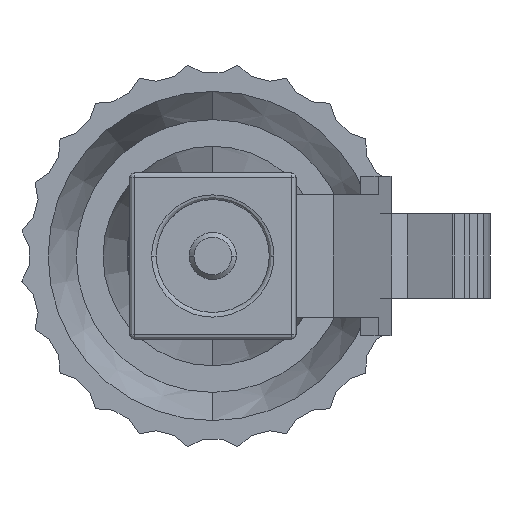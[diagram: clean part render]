
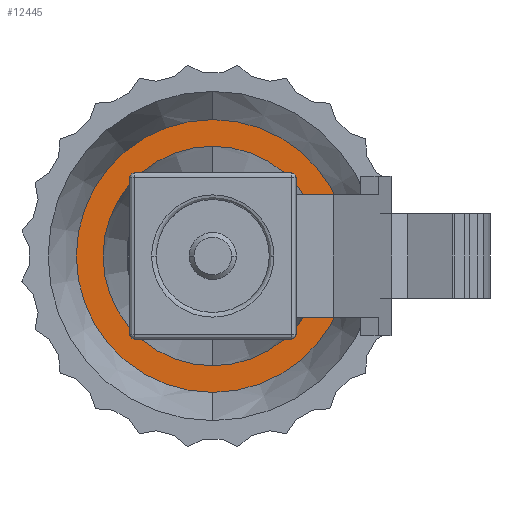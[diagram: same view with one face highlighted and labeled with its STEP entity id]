
A CAD part, front view. The second image highlights one B-rep face of the part: STEP entity #12445.
In plain terms, the highlighted planar face has unit normal (0, -1, 0).
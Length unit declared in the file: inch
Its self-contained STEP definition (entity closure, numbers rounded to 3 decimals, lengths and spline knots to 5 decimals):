
#6696 = CARTESIAN_POINT ( 'NONE',  ( 0., 0., 0. ) ) ;
#6699 = AXIS2_PLACEMENT_3D ( 'NONE', #6696, #6788, #6787 ) ;
#6722 = CARTESIAN_POINT ( 'NONE',  ( 0., 0., 0.145 ) ) ;
#6763 = CIRCLE ( 'NONE', #6699, 0.145 ) ;
#6769 = DIRECTION ( 'NONE',  ( -1., 0., 0. ) ) ;
#6770 = DIRECTION ( 'NONE',  ( 0., 1., 0. ) ) ;
#6771 = CARTESIAN_POINT ( 'NONE',  ( 0., 0., 0. ) ) ;
#6772 = AXIS2_PLACEMENT_3D ( 'NONE', #6771, #6770, #6769 ) ;
#6773 = CIRCLE ( 'NONE', #6772, 0.11663 ) ;
#6783 = CARTESIAN_POINT ( 'NONE',  ( 0.11663, 0., 0. ) ) ;
#6787 = DIRECTION ( 'NONE',  ( 0., 0., 1. ) ) ;
#6788 = DIRECTION ( 'NONE',  ( 0., 1., 0. ) ) ;
#7164 = CARTESIAN_POINT ( 'NONE',  ( 0., 0., -0.145 ) ) ;
#7241 = CARTESIAN_POINT ( 'NONE',  ( -0.11663, 0., 0. ) ) ;
#7566 = DIRECTION ( 'NONE',  ( -1., 0., 0. ) ) ;
#7613 = DIRECTION ( 'NONE',  ( 0., 1., 0. ) ) ;
#7614 = CARTESIAN_POINT ( 'NONE',  ( 0., 0., 0. ) ) ;
#7615 = AXIS2_PLACEMENT_3D ( 'NONE', #7614, #7613, #7566 ) ;
#7616 = CIRCLE ( 'NONE', #7615, 0.11663 ) ;
#7818 = PLANE ( 'NONE',  #7853 ) ;
#7819 = FACE_OUTER_BOUND ( 'NONE', #12434, .T. ) ;
#7832 = FACE_BOUND ( 'NONE', #12559, .T. ) ;
#7853 = AXIS2_PLACEMENT_3D ( 'NONE', #7947, #7946, #7945 ) ;
#7945 = DIRECTION ( 'NONE',  ( 0., 0., 1. ) ) ;
#7946 = DIRECTION ( 'NONE',  ( 0., 1., 0. ) ) ;
#7947 = CARTESIAN_POINT ( 'NONE',  ( 0., 0., 0. ) ) ;
#7977 = DIRECTION ( 'NONE',  ( 0., 0., 1. ) ) ;
#7979 = CARTESIAN_POINT ( 'NONE',  ( 0., 0., 0. ) ) ;
#7999 = CIRCLE ( 'NONE', #8055, 0.145 ) ;
#8055 = AXIS2_PLACEMENT_3D ( 'NONE', #7979, #8089, #7977 ) ;
#8089 = DIRECTION ( 'NONE',  ( 0., 1., 0. ) ) ;
#11916 = VERTEX_POINT ( 'NONE', #6722 ) ;
#11918 = EDGE_CURVE ( 'NONE', #11916, #12173, #6763, .T. ) ;
#11981 = VERTEX_POINT ( 'NONE', #6783 ) ;
#11983 = EDGE_CURVE ( 'NONE', #12149, #11981, #6773, .T. ) ;
#12149 = VERTEX_POINT ( 'NONE', #7241 ) ;
#12173 = VERTEX_POINT ( 'NONE', #7164 ) ;
#12316 = EDGE_CURVE ( 'NONE', #11981, #12149, #7616, .T. ) ;
#12434 = EDGE_LOOP ( 'NONE', ( #12535, #12536 ) ) ;
#12445 = ADVANCED_FACE ( 'NONE', ( #7832, #7819 ), #7818, .F. ) ;
#12468 = ORIENTED_EDGE ( 'NONE', *, *, #12316, .T. ) ;
#12535 = ORIENTED_EDGE ( 'NONE', *, *, #12558, .F. ) ;
#12536 = ORIENTED_EDGE ( 'NONE', *, *, #11918, .F. ) ;
#12557 = ORIENTED_EDGE ( 'NONE', *, *, #11983, .T. ) ;
#12558 = EDGE_CURVE ( 'NONE', #12173, #11916, #7999, .T. ) ;
#12559 = EDGE_LOOP ( 'NONE', ( #12557, #12468 ) ) ;
